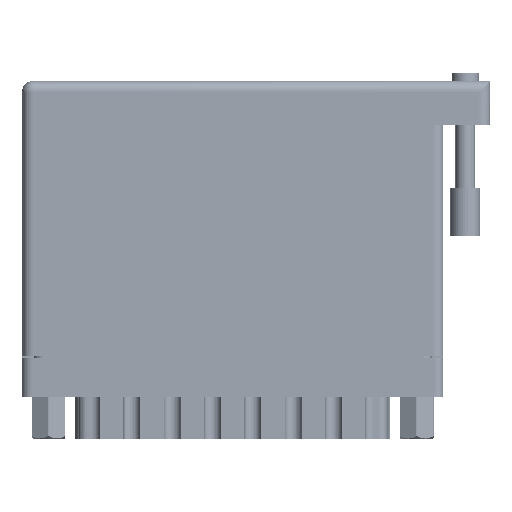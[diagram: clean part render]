
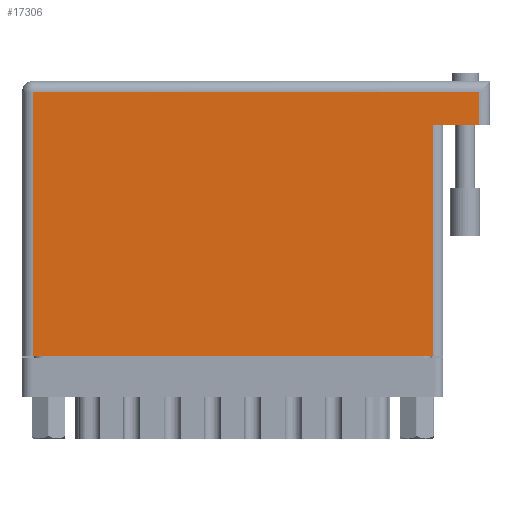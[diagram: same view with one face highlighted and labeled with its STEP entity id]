
A CAD part, front view. The second image highlights one B-rep face of the part: STEP entity #17306.
In plain terms, the highlighted face is planar.
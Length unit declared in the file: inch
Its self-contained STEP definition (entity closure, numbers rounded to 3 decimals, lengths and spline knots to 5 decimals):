
#2983 = LINE ( 'NONE', #56479, #66197 ) ;
#2990 = CARTESIAN_POINT ( 'NONE',  ( 2.648, 1.495, 0. ) ) ;
#5611 = ORIENTED_EDGE ( 'NONE', *, *, #37051, .T. ) ;
#8178 = EDGE_CURVE ( 'NONE', #26668, #23622, #75437, .T. ) ;
#12072 = PLANE ( 'NONE',  #65695 ) ;
#12276 = ORIENTED_EDGE ( 'NONE', *, *, #58694, .T. ) ;
#13895 = CARTESIAN_POINT ( 'NONE',  ( 2.948, 1.775, 0. ) ) ;
#14928 = CARTESIAN_POINT ( 'NONE',  ( 0.07, 0., 0. ) ) ;
#17306 = ADVANCED_FACE ( 'NONE', ( #22570 ), #12072, .F. ) ;
#21933 = CARTESIAN_POINT ( 'NONE',  ( 2.948, 1.495, 0. ) ) ;
#22570 = FACE_OUTER_BOUND ( 'NONE', #49759, .T. ) ;
#22973 = DIRECTION ( 'NONE',  ( -1., 0., 0. ) ) ;
#23622 = VERTEX_POINT ( 'NONE', #64843 ) ;
#24262 = CARTESIAN_POINT ( 'NONE',  ( 0., 1.775, 0. ) ) ;
#26668 = VERTEX_POINT ( 'NONE', #57046 ) ;
#30077 = VECTOR ( 'NONE', #83481, 39.37008 ) ;
#30828 = VECTOR ( 'NONE', #22973, 39.37008 ) ;
#32640 = VERTEX_POINT ( 'NONE', #72581 ) ;
#35576 = ORIENTED_EDGE ( 'NONE', *, *, #77198, .T. ) ;
#35968 = CARTESIAN_POINT ( 'NONE',  ( 3.018, 1.495, 0. ) ) ;
#37051 = EDGE_CURVE ( 'NONE', #41781, #32640, #2983, .T. ) ;
#37081 = CARTESIAN_POINT ( 'NONE',  ( 2.648, 1.495, 0. ) ) ;
#38083 = VECTOR ( 'NONE', #74204, 39.37008 ) ;
#38156 = EDGE_CURVE ( 'NONE', #82005, #44448, #75401, .T. ) ;
#38908 = LINE ( 'NONE', #14928, #60683 ) ;
#38941 = ORIENTED_EDGE ( 'NONE', *, *, #8178, .T. ) ;
#41781 = VERTEX_POINT ( 'NONE', #66445 ) ;
#41998 = CARTESIAN_POINT ( 'NONE',  ( 0., 1.705, 0. ) ) ;
#44448 = VERTEX_POINT ( 'NONE', #2990 ) ;
#45344 = VECTOR ( 'NONE', #48022, 39.37008 ) ;
#48022 = DIRECTION ( 'NONE',  ( 0., 1., 0. ) ) ;
#48945 = DIRECTION ( 'NONE',  ( 1., 0., 0. ) ) ;
#49759 = EDGE_LOOP ( 'NONE', ( #5611, #35576, #61748, #72728, #38941, #12276 ) ) ;
#56479 = CARTESIAN_POINT ( 'NONE',  ( 0., 0., 0. ) ) ;
#57046 = CARTESIAN_POINT ( 'NONE',  ( 2.948, 1.705, 0. ) ) ;
#58432 = DIRECTION ( 'NONE',  ( -1., 0., 0. ) ) ;
#58694 = EDGE_CURVE ( 'NONE', #23622, #41781, #38908, .T. ) ;
#60677 = DIRECTION ( 'NONE',  ( 0., -1., 0. ) ) ;
#60683 = VECTOR ( 'NONE', #60677, 39.37008 ) ;
#61748 = ORIENTED_EDGE ( 'NONE', *, *, #38156, .F. ) ;
#63176 = EDGE_CURVE ( 'NONE', #82005, #26668, #66035, .T. ) ;
#64843 = CARTESIAN_POINT ( 'NONE',  ( 0.07, 1.705, 0. ) ) ;
#65695 = AXIS2_PLACEMENT_3D ( 'NONE', #24262, #70606, #58432 ) ;
#66035 = LINE ( 'NONE', #13895, #45344 ) ;
#66197 = VECTOR ( 'NONE', #48945, 39.37008 ) ;
#66445 = CARTESIAN_POINT ( 'NONE',  ( 0.07, 0., 0. ) ) ;
#70606 = DIRECTION ( 'NONE',  ( 0., 0., -1. ) ) ;
#72581 = CARTESIAN_POINT ( 'NONE',  ( 2.648, 0., 0. ) ) ;
#72728 = ORIENTED_EDGE ( 'NONE', *, *, #63176, .T. ) ;
#74204 = DIRECTION ( 'NONE',  ( -1., 0., 0. ) ) ;
#75401 = LINE ( 'NONE', #35968, #30828 ) ;
#75437 = LINE ( 'NONE', #41998, #38083 ) ;
#77198 = EDGE_CURVE ( 'NONE', #32640, #44448, #77796, .T. ) ;
#77796 = LINE ( 'NONE', #37081, #30077 ) ;
#82005 = VERTEX_POINT ( 'NONE', #21933 ) ;
#83481 = DIRECTION ( 'NONE',  ( 0., 1., 0. ) ) ;
